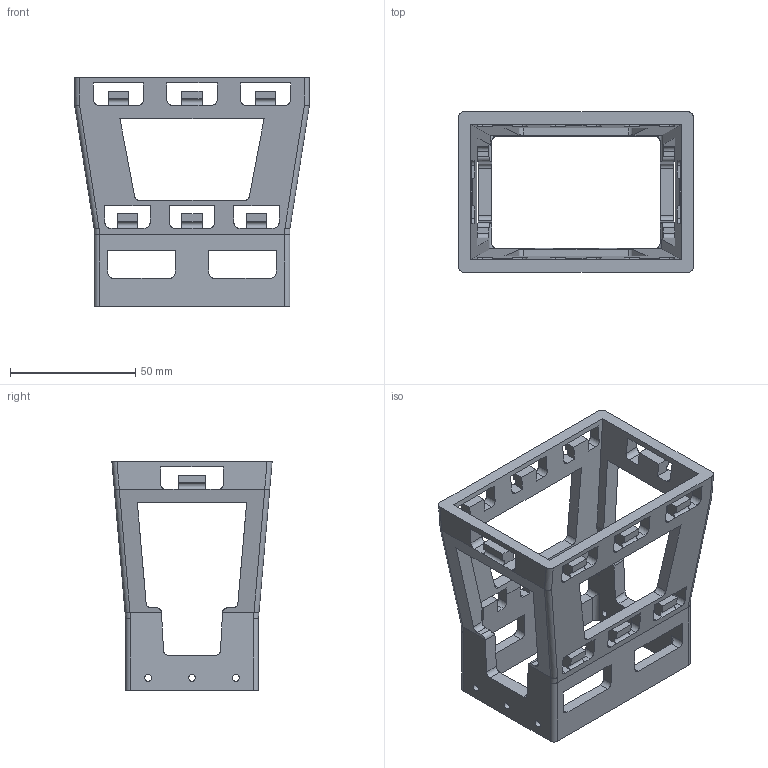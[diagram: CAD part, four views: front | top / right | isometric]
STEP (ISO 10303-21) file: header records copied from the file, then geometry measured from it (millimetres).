
FILE_DESCRIPTION(/* description */ ('Unknown'),/* implementation_level */ '2;1');
FILE_NAME(/* name */ 'Bucket_01',/* time_stamp */ '2023-07-15T15:49:39+01:00',/* author */ ('Unknown'),/* organization */ ('Unknown'),/* preprocessor_version */ 'ST-DEVELOPER v18.102',/* originating_system */ 'Solid Edge',/* authorisation */ 'Unknown');
FILE_SCHEMA (('AUTOMOTIVE_DESIGN {1 0 10303 214 3 1 1}'));
Length unit declared in the file: millimetre
Products named in the file (1): Bucket_01
Bounding box: 93.66 x 63.95 x 91.28 mm (x, y, z)
Volume: 65806.8 mm3; surface area: 38987 mm2
Topology: 1 solids, 1 shells, 282 faces, 856 edges, 560 vertices
Faces by surface type: plane 186, cylinder 96
Full cylindrical faces by diameter (mm): 2.7 x6
Entity records: 9643 total; most frequent: CARTESIAN_POINT 1741, ORIENTED_EDGE 1694, DIRECTION 1583, EDGE_CURVE 847, LINE 649, VECTOR 649, VERTEX_POINT 557, AXIS2_PLACEMENT_3D 467
